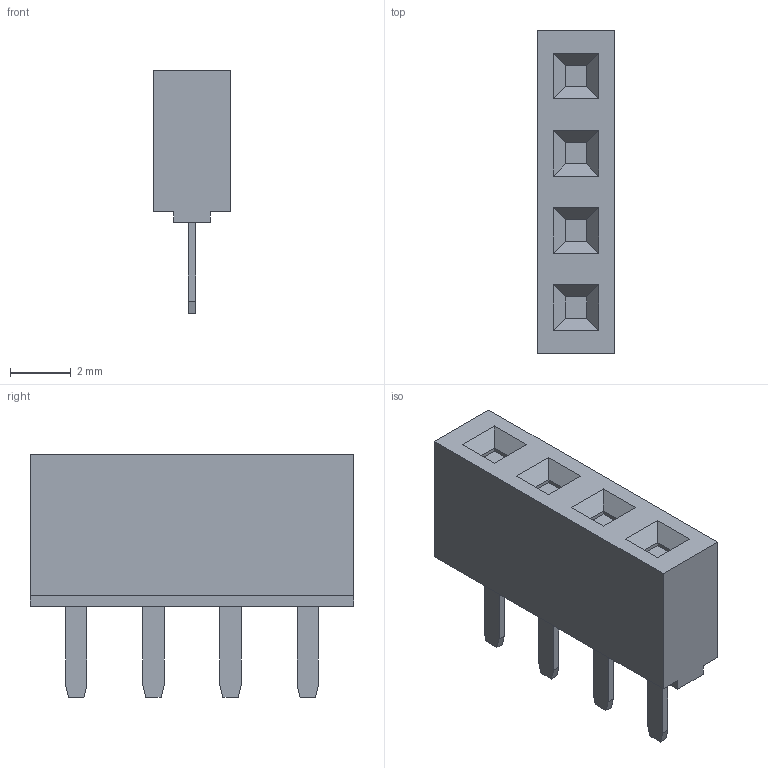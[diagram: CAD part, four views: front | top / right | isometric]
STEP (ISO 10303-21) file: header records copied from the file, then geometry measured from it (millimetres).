
FILE_DESCRIPTION(('FreeCAD Model'),'2;1');
FILE_NAME('BG095-04-X-X-X.step','2015-12-09T01:23:20',('Author'),(''), 'Open CASCADE STEP processor 6.8','FreeCAD','Unknown');
FILE_SCHEMA(('AUTOMOTIVE_DESIGN_CC2 { 1 2 10303 214 -1 1 5 4 }'));
Length unit declared in the file: millimetre
Products named in the file (1): Fusion
Bounding box: 2.54 x 10.66 x 8 mm (x, y, z)
Volume: 129.7 mm3; surface area: 213 mm2
Topology: 1 solids, 1 shells, 74 faces, 176 edges, 112 vertices
Faces by surface type: plane 74
Entity records: 4381 total; most frequent: CARTESIAN_POINT 715, DIRECTION 678, LINE 528, VECTOR 528, ORIENTED_EDGE 352, PCURVE 352, DEFINITIONAL_REPRESENTATION 352, EDGE_CURVE 176
